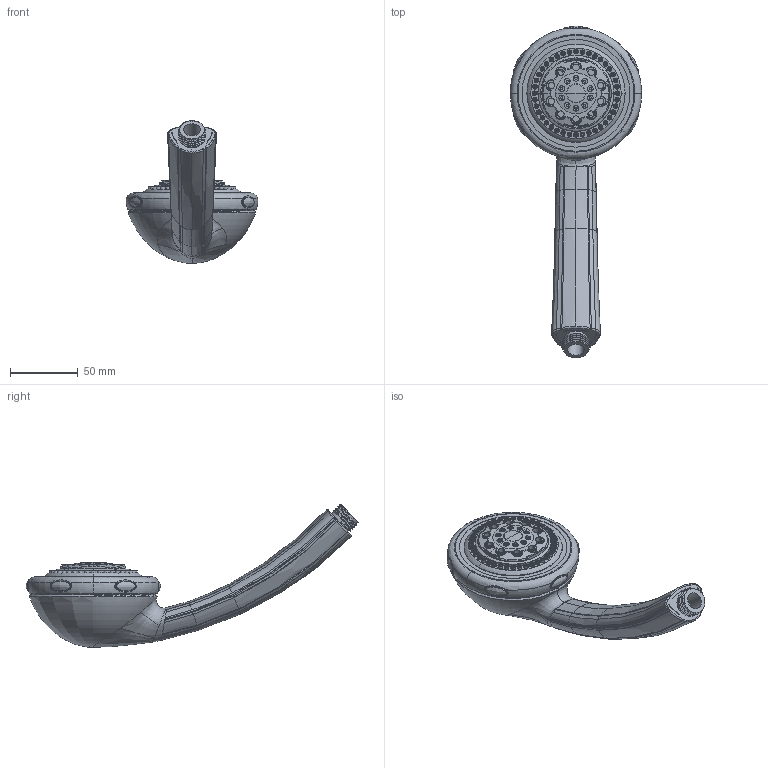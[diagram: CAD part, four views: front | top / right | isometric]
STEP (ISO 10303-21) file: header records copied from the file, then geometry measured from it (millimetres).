
FILE_DESCRIPTION((''),'2;1');
FILE_NAME('ZDOC045CR','2021-05-13T08:49:57',('ut3'),('PAFFONI SpA'),'CREO PARAMETRIC BY PTC INC, 2020044','CREO PARAMETRIC BY PTC INC, 2020044','');
FILE_SCHEMA(('CONFIG_CONTROL_DESIGN','SHAPE_APPEARANCE_LAYERS_GROUPS'));
Products named in the file (1): ZDOC045CR
Bounding box: 96.7 x 244.12 x 104.85 mm (x, y, z)
Volume: 178363.8 mm3; surface area: 118724.8 mm2
Topology: 1 solids, 2 shells, 1739 faces, 4730 edges, 3086 vertices
Faces by surface type: cylinder 429, bspline 415, plane 397, cone 251, torus 204, extrusion 24, revolution 11, sphere 8
Entity records: 114129 total; most frequent: CARTESIAN_POINT 61185, ORIENTED_EDGE 9440, DIRECTION 6984, EDGE_CURVE 4720, VERTEX_POINT 3086, AXIS2_PLACEMENT_3D 2847, EDGE_LOOP 2108, B_SPLINE_CURVE_WITH_KNOTS 1943
